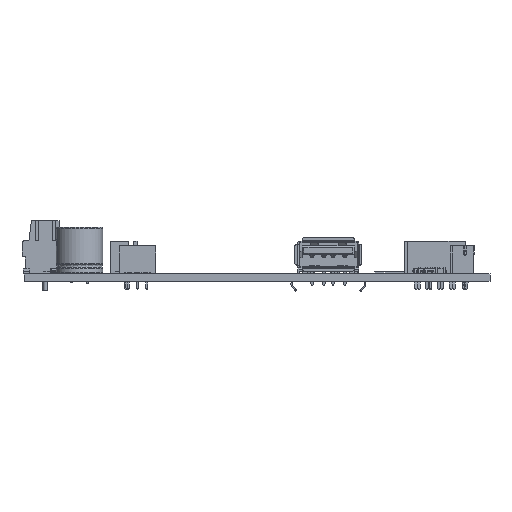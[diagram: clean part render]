
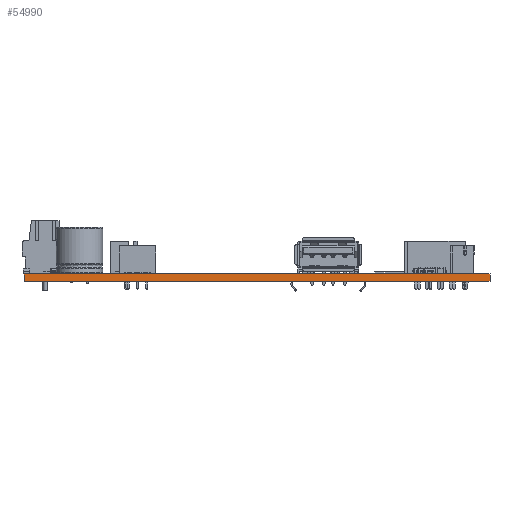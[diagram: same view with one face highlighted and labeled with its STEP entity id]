
A CAD part, front view. The second image highlights one B-rep face of the part: STEP entity #54990.
In plain terms, the highlighted planar face has unit normal (0, -1, 0).
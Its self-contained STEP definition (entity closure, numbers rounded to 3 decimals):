
#54990 = ADVANCED_FACE('',(#54991),#55025,.T.);
#54991 = FACE_BOUND('',#54992,.T.);
#54992 = EDGE_LOOP('',(#54993,#55003,#55011,#55019));
#54993 = ORIENTED_EDGE('',*,*,#54994,.T.);
#54994 = EDGE_CURVE('',#54995,#54997,#54999,.T.);
#54995 = VERTEX_POINT('',#54996);
#54996 = CARTESIAN_POINT('',(196.938,-142.009,0.));
#54997 = VERTEX_POINT('',#54998);
#54998 = CARTESIAN_POINT('',(196.938,-142.009,1.6));
#54999 = LINE('',#55000,#55001);
#55000 = CARTESIAN_POINT('',(196.938,-142.009,0.));
#55001 = VECTOR('',#55002,1.);
#55002 = DIRECTION('',(0.,0.,1.));
#55003 = ORIENTED_EDGE('',*,*,#55004,.T.);
#55004 = EDGE_CURVE('',#54997,#55005,#55007,.T.);
#55005 = VERTEX_POINT('',#55006);
#55006 = CARTESIAN_POINT('',(96.938,-142.009,1.6));
#55007 = LINE('',#55008,#55009);
#55008 = CARTESIAN_POINT('',(196.938,-142.009,1.6));
#55009 = VECTOR('',#55010,1.);
#55010 = DIRECTION('',(-1.,0.,0.));
#55011 = ORIENTED_EDGE('',*,*,#55012,.F.);
#55012 = EDGE_CURVE('',#55013,#55005,#55015,.T.);
#55013 = VERTEX_POINT('',#55014);
#55014 = CARTESIAN_POINT('',(96.938,-142.009,0.));
#55015 = LINE('',#55016,#55017);
#55016 = CARTESIAN_POINT('',(96.938,-142.009,0.));
#55017 = VECTOR('',#55018,1.);
#55018 = DIRECTION('',(0.,0.,1.));
#55019 = ORIENTED_EDGE('',*,*,#55020,.F.);
#55020 = EDGE_CURVE('',#54995,#55013,#55021,.T.);
#55021 = LINE('',#55022,#55023);
#55022 = CARTESIAN_POINT('',(196.938,-142.009,0.));
#55023 = VECTOR('',#55024,1.);
#55024 = DIRECTION('',(-1.,0.,0.));
#55025 = PLANE('',#55026);
#55026 = AXIS2_PLACEMENT_3D('',#55027,#55028,#55029);
#55027 = CARTESIAN_POINT('',(196.938,-142.009,0.));
#55028 = DIRECTION('',(0.,-1.,0.));
#55029 = DIRECTION('',(-1.,0.,0.));
